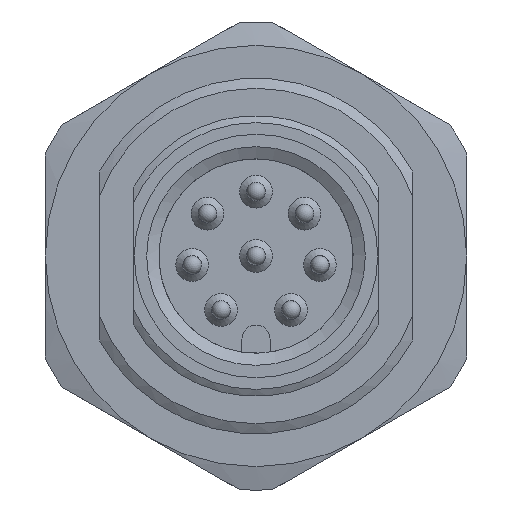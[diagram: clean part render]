
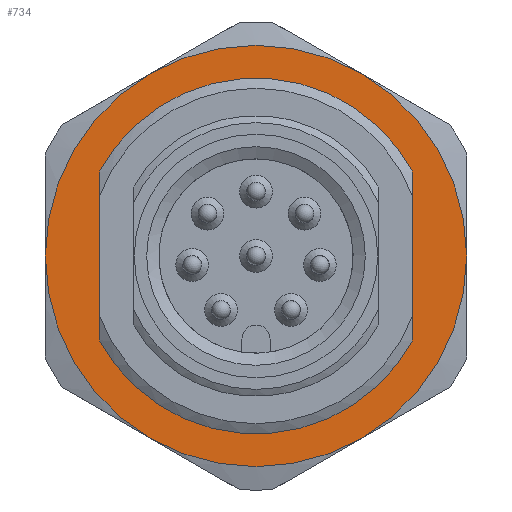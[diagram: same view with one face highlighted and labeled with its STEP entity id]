
A CAD part, left-side view. The second image highlights one B-rep face of the part: STEP entity #734.
In plain terms, the highlighted planar face has unit normal (-1, 0, 0).
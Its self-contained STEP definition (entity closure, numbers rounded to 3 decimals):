
#382=PLANE('',#2973);
#462=LINE('',#4291,#586);
#463=LINE('',#4301,#587);
#586=VECTOR('',#3372,1.);
#587=VECTOR('',#3375,1.);
#734=ADVANCED_FACE('',(#949,#950),#382,.T.);
#949=FACE_BOUND('',#1137,.T.);
#950=FACE_BOUND('',#1138,.T.);
#1137=EDGE_LOOP('',(#1628,#1629,#1630,#1631,#1632,#1633));
#1138=EDGE_LOOP('',(#1634,#1635,#1636,#1637));
#1628=ORIENTED_EDGE('',*,*,#2480,.T.);
#1629=ORIENTED_EDGE('',*,*,#2481,.T.);
#1630=ORIENTED_EDGE('',*,*,#2482,.T.);
#1631=ORIENTED_EDGE('',*,*,#2483,.T.);
#1632=ORIENTED_EDGE('',*,*,#2484,.T.);
#1633=ORIENTED_EDGE('',*,*,#2485,.T.);
#1634=ORIENTED_EDGE('',*,*,#2403,.F.);
#1635=ORIENTED_EDGE('',*,*,#2342,.T.);
#1636=ORIENTED_EDGE('',*,*,#2406,.F.);
#1637=ORIENTED_EDGE('',*,*,#2361,.T.);
#2080=VERTEX_POINT('',#4135);
#2081=VERTEX_POINT('',#4136);
#2094=VERTEX_POINT('',#4174);
#2095=VERTEX_POINT('',#4175);
#2172=VERTEX_POINT('',#4480);
#2173=VERTEX_POINT('',#4481);
#2174=VERTEX_POINT('',#4483);
#2175=VERTEX_POINT('',#4485);
#2176=VERTEX_POINT('',#4487);
#2177=VERTEX_POINT('',#4489);
#2342=EDGE_CURVE('',#2080,#2081,#2688,.T.);
#2361=EDGE_CURVE('',#2094,#2095,#2695,.T.);
#2403=EDGE_CURVE('',#2080,#2095,#462,.T.);
#2406=EDGE_CURVE('',#2094,#2081,#463,.T.);
#2480=EDGE_CURVE('',#2172,#2173,#2736,.T.);
#2481=EDGE_CURVE('',#2173,#2174,#2737,.T.);
#2482=EDGE_CURVE('',#2174,#2175,#2738,.T.);
#2483=EDGE_CURVE('',#2175,#2176,#2739,.T.);
#2484=EDGE_CURVE('',#2176,#2177,#2740,.T.);
#2485=EDGE_CURVE('',#2177,#2172,#2741,.T.);
#2688=CIRCLE('',#2856,7.6);
#2695=CIRCLE('',#2869,7.6);
#2736=CIRCLE('',#2967,9.);
#2737=CIRCLE('',#2968,9.);
#2738=CIRCLE('',#2969,9.);
#2739=CIRCLE('',#2970,9.);
#2740=CIRCLE('',#2971,9.);
#2741=CIRCLE('',#2972,9.);
#2856=AXIS2_PLACEMENT_3D('',#4134,#3260,#3261);
#2869=AXIS2_PLACEMENT_3D('',#4173,#3298,#3299);
#2967=AXIS2_PLACEMENT_3D('',#4479,#3544,#3545);
#2968=AXIS2_PLACEMENT_3D('',#4482,#3546,#3547);
#2969=AXIS2_PLACEMENT_3D('',#4484,#3548,#3549);
#2970=AXIS2_PLACEMENT_3D('',#4486,#3550,#3551);
#2971=AXIS2_PLACEMENT_3D('',#4488,#3552,#3553);
#2972=AXIS2_PLACEMENT_3D('',#4490,#3554,#3555);
#2973=AXIS2_PLACEMENT_3D('',#4491,#3556,#3557);
#3260=DIRECTION('',(1.,0.,0.));
#3261=DIRECTION('',(0.,0.,1.));
#3298=DIRECTION('',(1.,0.,0.));
#3299=DIRECTION('',(0.,0.,1.));
#3372=DIRECTION('',(0.,0.,1.));
#3375=DIRECTION('',(0.,0.,-1.));
#3544=DIRECTION('',(-1.,0.,0.));
#3545=DIRECTION('',(0.,0.,1.));
#3546=DIRECTION('',(-1.,0.,0.));
#3547=DIRECTION('',(0.,0.,1.));
#3548=DIRECTION('',(-1.,0.,0.));
#3549=DIRECTION('',(0.,0.,1.));
#3550=DIRECTION('',(-1.,0.,0.));
#3551=DIRECTION('',(0.,0.,1.));
#3552=DIRECTION('',(-1.,0.,0.));
#3553=DIRECTION('',(0.,0.,1.));
#3554=DIRECTION('',(-1.,0.,0.));
#3555=DIRECTION('',(0.,0.,1.));
#3556=DIRECTION('',(-1.,0.,0.));
#3557=DIRECTION('',(0.,0.,1.));
#4134=CARTESIAN_POINT('',(10.6,0.,0.));
#4135=CARTESIAN_POINT('',(10.6,-6.7,-3.587));
#4136=CARTESIAN_POINT('',(10.6,6.7,-3.587));
#4173=CARTESIAN_POINT('',(10.6,0.,0.));
#4174=CARTESIAN_POINT('',(10.6,6.7,3.587));
#4175=CARTESIAN_POINT('',(10.6,-6.7,3.587));
#4291=CARTESIAN_POINT('',(10.6,-6.7,0.));
#4301=CARTESIAN_POINT('',(10.6,6.7,0.));
#4479=CARTESIAN_POINT('',(10.6,0.,0.));
#4480=CARTESIAN_POINT('',(10.6,-9.,0.));
#4481=CARTESIAN_POINT('',(10.6,-4.5,7.794));
#4482=CARTESIAN_POINT('',(10.6,0.,0.));
#4483=CARTESIAN_POINT('',(10.6,4.5,7.794));
#4484=CARTESIAN_POINT('',(10.6,0.,0.));
#4485=CARTESIAN_POINT('',(10.6,9.,0.));
#4486=CARTESIAN_POINT('',(10.6,0.,0.));
#4487=CARTESIAN_POINT('',(10.6,4.5,-7.794));
#4488=CARTESIAN_POINT('',(10.6,0.,0.));
#4489=CARTESIAN_POINT('',(10.6,-4.5,-7.794));
#4490=CARTESIAN_POINT('',(10.6,0.,0.));
#4491=CARTESIAN_POINT('',(10.6,0.,0.));
